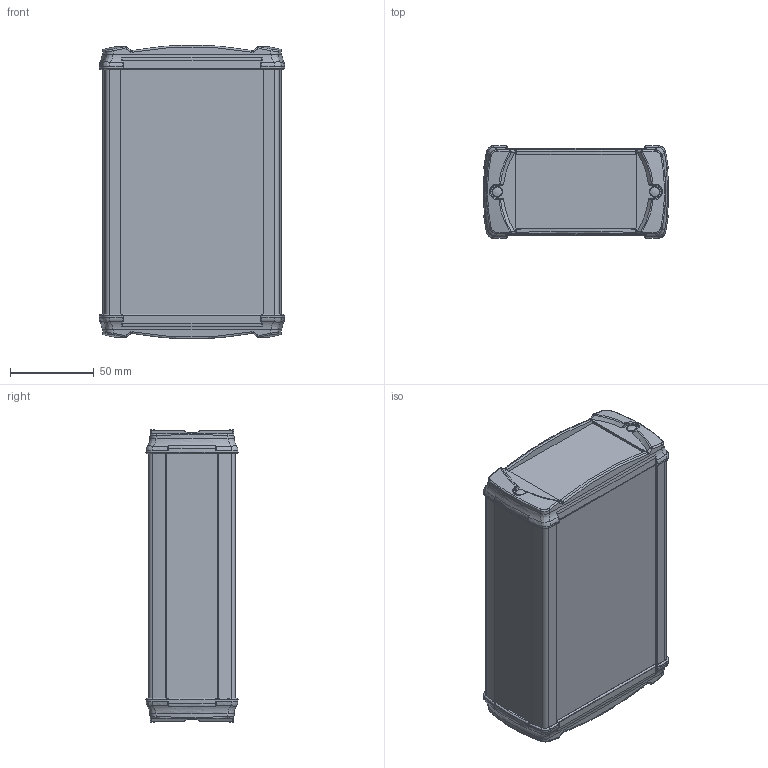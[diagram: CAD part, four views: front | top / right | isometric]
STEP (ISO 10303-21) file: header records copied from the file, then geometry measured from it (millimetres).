
FILE_DESCRIPTION((''),'2;1');
FILE_NAME('83105150.S1_ELP 1050-0150 D.stp','2009-12-09T12:39:57',('kotzmaier'),(''),'Autodesk Inventor 2010','Autodesk Inventor 2010','');
FILE_SCHEMA(('AUTOMOTIVE_DESIGN { 1 0 10303 214 1 1 1 1 }'));
Length unit declared in the file: millimetre
Products named in the file (5): ELP 1050-0100 D; ELP 1050_1009041_3Dsym; ELD 1050_1009057_3D; SHR Z KA30X10 WN 1412 MG_3DSYM; 1003804_3Dsym
Assembly tree (11 placements, depth 2):
  ELP 1050-0100 D
    ELP 1050_1009041_3Dsym
    ELD 1050_1009057_3D  x2
    SHR Z KA30X10 WN 1412 MG_3DSYM  x4
    1003804_3Dsym  x4
Bounding box: 110.71 x 55 x 175.14 mm (x, y, z)
Volume: 162908.2 mm3; surface area: 155839.4 mm2
Topology: 11 solids, 11 shells, 1530 faces, 3968 edges, 2418 vertices
Faces by surface type: bspline 478, plane 463, cylinder 265, torus 156, cone 152, sphere 16
Full cylindrical faces by diameter (mm): 2 x24, 5.3 x4, 5.6 x4, 6.4 x4
Entity records: 37606 total; most frequent: CARTESIAN_POINT 19013, ORIENTED_EDGE 4060, DIRECTION 3569, EDGE_CURVE 2030, AXIS2_PLACEMENT_3D 1356, VERTEX_POINT 1284, VECTOR 857, LINE 857
